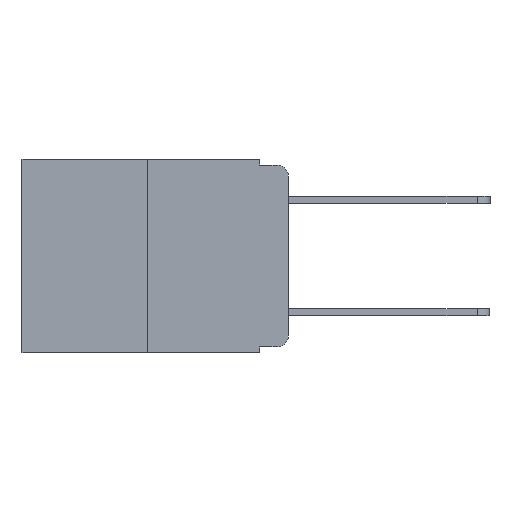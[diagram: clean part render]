
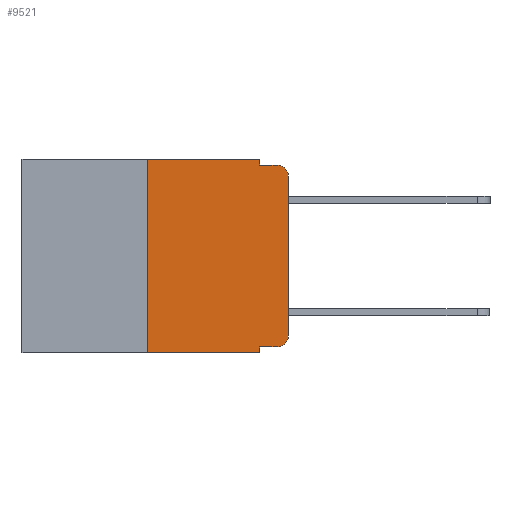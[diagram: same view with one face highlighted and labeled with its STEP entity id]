
A CAD part, left-side view. The second image highlights one B-rep face of the part: STEP entity #9521.
In plain terms, the highlighted planar face has unit normal (-1, 0, 0).
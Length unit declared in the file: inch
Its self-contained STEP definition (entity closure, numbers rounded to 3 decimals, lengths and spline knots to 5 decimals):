
#38 = AXIS2_PLACEMENT_3D ( 'NONE', #18987, #13178, #3994 ) ;
#450 = VERTEX_POINT ( 'NONE', #10030 ) ;
#546 = CARTESIAN_POINT ( 'NONE',  ( 0., 0.051, 0. ) ) ;
#676 = VERTEX_POINT ( 'NONE', #14562 ) ;
#1034 = VERTEX_POINT ( 'NONE', #9878 ) ;
#1992 = LINE ( 'NONE', #7675, #9933 ) ;
#2090 = ORIENTED_EDGE ( 'NONE', *, *, #3775, .F. ) ;
#2290 = PLANE ( 'NONE',  #38 ) ;
#2417 = CARTESIAN_POINT ( 'NONE',  ( 0., 0.473, 0. ) ) ;
#2457 = DIRECTION ( 'NONE',  ( 0., 0., -1. ) ) ;
#3092 = CIRCLE ( 'NONE', #12060, 0.02 ) ;
#3498 = EDGE_CURVE ( 'NONE', #11194, #450, #17797, .T. ) ;
#3505 = CARTESIAN_POINT ( 'NONE',  ( 0., 0.051, 0. ) ) ;
#3553 = CARTESIAN_POINT ( 'NONE',  ( 0., 0.02, -0.03 ) ) ;
#3562 = EDGE_CURVE ( 'NONE', #17551, #4363, #7465, .T. ) ;
#3769 = EDGE_CURVE ( 'NONE', #19852, #15971, #3092, .T. ) ;
#3775 = EDGE_CURVE ( 'NONE', #13448, #1034, #1992, .T. ) ;
#3994 = DIRECTION ( 'NONE',  ( 0., 0., -1. ) ) ;
#4068 = VECTOR ( 'NONE', #14498, 39.37008 ) ;
#4363 = VERTEX_POINT ( 'NONE', #7798 ) ;
#4451 = EDGE_CURVE ( 'NONE', #13448, #19852, #16820, .T. ) ;
#4522 = EDGE_CURVE ( 'NONE', #676, #6990, #18426, .T. ) ;
#4573 = CARTESIAN_POINT ( 'NONE',  ( 0., 0.02, -0.313 ) ) ;
#4591 = EDGE_CURVE ( 'NONE', #450, #6990, #6040, .T. ) ;
#4617 = CARTESIAN_POINT ( 'NONE',  ( 0., 0.473, -0.343 ) ) ;
#4625 = EDGE_CURVE ( 'NONE', #15971, #676, #16578, .T. ) ;
#4729 = EDGE_CURVE ( 'NONE', #4363, #11194, #6260, .T. ) ;
#4940 = VECTOR ( 'NONE', #14537, 39.37008 ) ;
#5190 = FACE_OUTER_BOUND ( 'NONE', #7257, .T. ) ;
#5213 = DIRECTION ( 'NONE',  ( 0., 0., -1. ) ) ;
#6040 = LINE ( 'NONE', #14372, #9141 ) ;
#6260 = LINE ( 'NONE', #2417, #9381 ) ;
#6395 = ORIENTED_EDGE ( 'NONE', *, *, #18447, .T. ) ;
#6737 = DIRECTION ( 'NONE',  ( 0., -1., 0. ) ) ;
#6990 = VERTEX_POINT ( 'NONE', #19982 ) ;
#7063 = ORIENTED_EDGE ( 'NONE', *, *, #4625, .T. ) ;
#7164 = LINE ( 'NONE', #4617, #15244 ) ;
#7257 = EDGE_LOOP ( 'NONE', ( #7063, #11617, #15577, #19920, #13067, #17402, #6395, #2090, #7306, #7800 ) ) ;
#7306 = ORIENTED_EDGE ( 'NONE', *, *, #4451, .T. ) ;
#7465 = LINE ( 'NONE', #18194, #15080 ) ;
#7675 = CARTESIAN_POINT ( 'NONE',  ( 0., 0.051, 0. ) ) ;
#7798 = CARTESIAN_POINT ( 'NONE',  ( 0., 0.25, 0. ) ) ;
#7800 = ORIENTED_EDGE ( 'NONE', *, *, #3769, .T. ) ;
#9141 = VECTOR ( 'NONE', #6737, 39.37008 ) ;
#9381 = VECTOR ( 'NONE', #11728, 39.37008 ) ;
#9521 = ADVANCED_FACE ( 'NONE', ( #5190 ), #2290, .F. ) ;
#9593 = DIRECTION ( 'NONE',  ( 0., 0., -1. ) ) ;
#9878 = CARTESIAN_POINT ( 'NONE',  ( 0., 0.051, -0.343 ) ) ;
#9933 = VECTOR ( 'NONE', #2457, 39.37008 ) ;
#10030 = CARTESIAN_POINT ( 'NONE',  ( 0., 0.051, -0.01 ) ) ;
#10353 = CARTESIAN_POINT ( 'NONE',  ( 0., 0.02, -0.333 ) ) ;
#11194 = VERTEX_POINT ( 'NONE', #3505 ) ;
#11265 = CARTESIAN_POINT ( 'NONE',  ( 0., 0.25, -0.343 ) ) ;
#11617 = ORIENTED_EDGE ( 'NONE', *, *, #4522, .T. ) ;
#11728 = DIRECTION ( 'NONE',  ( 0., -1., 0. ) ) ;
#12060 = AXIS2_PLACEMENT_3D ( 'NONE', #4573, #13390, #9593 ) ;
#13016 = CARTESIAN_POINT ( 'NONE',  ( 0., 0., 0. ) ) ;
#13067 = ORIENTED_EDGE ( 'NONE', *, *, #4729, .F. ) ;
#13178 = DIRECTION ( 'NONE',  ( 1., 0., 0. ) ) ;
#13390 = DIRECTION ( 'NONE',  ( -1., 0., 0. ) ) ;
#13448 = VERTEX_POINT ( 'NONE', #15703 ) ;
#13989 = DIRECTION ( 'NONE',  ( 0., -1., 0. ) ) ;
#14244 = DIRECTION ( 'NONE',  ( -1., 0., 0. ) ) ;
#14372 = CARTESIAN_POINT ( 'NONE',  ( 0., 0.051, -0.01 ) ) ;
#14498 = DIRECTION ( 'NONE',  ( 0., 0., 1. ) ) ;
#14537 = DIRECTION ( 'NONE',  ( 0., 0., -1. ) ) ;
#14562 = CARTESIAN_POINT ( 'NONE',  ( 0., 0., -0.03 ) ) ;
#14931 = DIRECTION ( 'NONE',  ( 0., 0., 1. ) ) ;
#15080 = VECTOR ( 'NONE', #14931, 39.37008 ) ;
#15176 = DIRECTION ( 'NONE',  ( 0., -1., 0. ) ) ;
#15244 = VECTOR ( 'NONE', #15176, 39.37008 ) ;
#15577 = ORIENTED_EDGE ( 'NONE', *, *, #4591, .F. ) ;
#15703 = CARTESIAN_POINT ( 'NONE',  ( 0., 0.051, -0.333 ) ) ;
#15971 = VERTEX_POINT ( 'NONE', #20001 ) ;
#16357 = VECTOR ( 'NONE', #13989, 39.37008 ) ;
#16578 = LINE ( 'NONE', #13016, #4068 ) ;
#16820 = LINE ( 'NONE', #17431, #16357 ) ;
#17402 = ORIENTED_EDGE ( 'NONE', *, *, #3562, .F. ) ;
#17431 = CARTESIAN_POINT ( 'NONE',  ( 0., 0.051, -0.333 ) ) ;
#17551 = VERTEX_POINT ( 'NONE', #11265 ) ;
#17610 = AXIS2_PLACEMENT_3D ( 'NONE', #3553, #14244, #5213 ) ;
#17797 = LINE ( 'NONE', #546, #4940 ) ;
#18194 = CARTESIAN_POINT ( 'NONE',  ( 0., 0.25, 0. ) ) ;
#18426 = CIRCLE ( 'NONE', #17610, 0.02 ) ;
#18447 = EDGE_CURVE ( 'NONE', #17551, #1034, #7164, .T. ) ;
#18987 = CARTESIAN_POINT ( 'NONE',  ( 0., 0.473, 0. ) ) ;
#19852 = VERTEX_POINT ( 'NONE', #10353 ) ;
#19920 = ORIENTED_EDGE ( 'NONE', *, *, #3498, .F. ) ;
#19982 = CARTESIAN_POINT ( 'NONE',  ( 0., 0.02, -0.01 ) ) ;
#20001 = CARTESIAN_POINT ( 'NONE',  ( 0., 0., -0.313 ) ) ;
